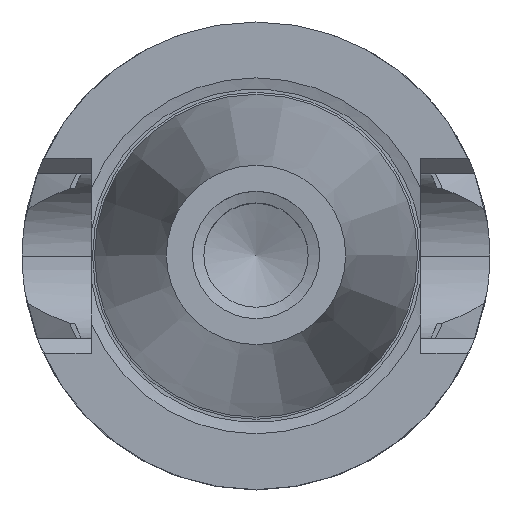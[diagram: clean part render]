
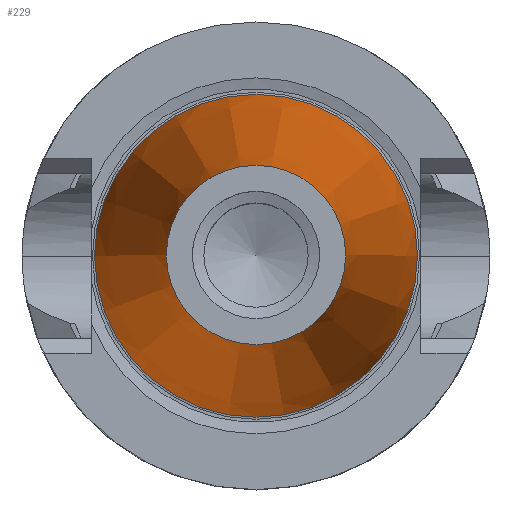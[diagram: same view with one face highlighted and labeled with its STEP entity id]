
A CAD part, top view. The second image highlights one B-rep face of the part: STEP entity #229.
In plain terms, the highlighted conical face has half-angle 8.298 degrees and reference radius 8.816 mm.
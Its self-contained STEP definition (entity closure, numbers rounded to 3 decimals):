
#212=CONICAL_SURFACE('',#969,8.816,8.298);
#229=ADVANCED_FACE('',(#308,#309),#212,.T.);
#308=FACE_BOUND('',#360,.T.);
#309=FACE_BOUND('',#361,.T.);
#360=EDGE_LOOP('',(#444));
#361=EDGE_LOOP('',(#445));
#444=ORIENTED_EDGE('',*,*,#773,.T.);
#445=ORIENTED_EDGE('',*,*,#771,.F.);
#681=VERTEX_POINT('',#1356);
#683=VERTEX_POINT('',#1362);
#771=EDGE_CURVE('',#681,#681,#892,.T.);
#773=EDGE_CURVE('',#683,#683,#894,.T.);
#892=CIRCLE('',#963,15.875);
#894=CIRCLE('',#967,8.816);
#963=AXIS2_PLACEMENT_3D('',#1355,#1086,#1087);
#967=AXIS2_PLACEMENT_3D('',#1361,#1094,#1095);
#969=AXIS2_PLACEMENT_3D('',#1364,#1098,#1099);
#1086=DIRECTION('',(0.,0.,-1.));
#1087=DIRECTION('',(-1.,0.,0.));
#1094=DIRECTION('',(0.,0.,-1.));
#1095=DIRECTION('',(-1.,0.,0.));
#1098=DIRECTION('',(0.,0.,-1.));
#1099=DIRECTION('',(-1.,0.,0.));
#1355=CARTESIAN_POINT('',(0.,0.,0.));
#1356=CARTESIAN_POINT('',(-15.875,0.,0.));
#1361=CARTESIAN_POINT('',(0.,0.,48.4));
#1362=CARTESIAN_POINT('',(-8.816,0.,48.4));
#1364=CARTESIAN_POINT('',(0.,0.,48.4));
